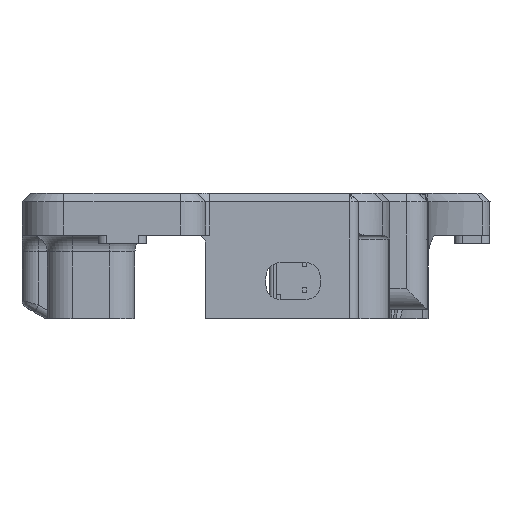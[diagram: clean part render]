
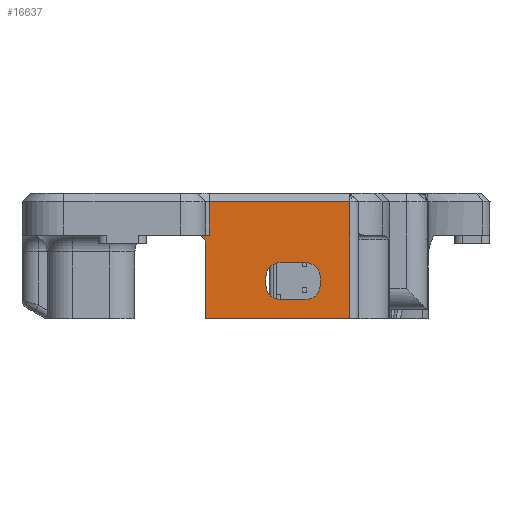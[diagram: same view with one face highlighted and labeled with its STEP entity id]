
A CAD part, front view. The second image highlights one B-rep face of the part: STEP entity #16637.
In plain terms, the highlighted planar face has unit normal (0, -1, 0).
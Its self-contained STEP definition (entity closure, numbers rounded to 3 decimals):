
#787=CIRCLE('',#17860,1.7);
#788=CIRCLE('',#17863,1.7);
#789=CIRCLE('',#17865,1.7);
#790=CIRCLE('',#17869,1.7);
#848=CIRCLE('',#17999,1.);
#1439=FACE_BOUND('',#2924,.T.);
#1961=FACE_OUTER_BOUND('',#2923,.T.);
#2923=EDGE_LOOP('',(#12993,#12994,#12995,#12996,#12997,#12998,#12999));
#2924=EDGE_LOOP('',(#13000,#13001,#13002,#13003,#13004,#13005,#13006,#13007));
#3574=LINE('',#24226,#5138);
#4080=LINE('',#26176,#5644);
#4123=LINE('',#26427,#5687);
#4139=LINE('',#26472,#5703);
#4150=LINE('',#26500,#5714);
#4152=LINE('',#26505,#5716);
#4154=LINE('',#26510,#5718);
#4158=LINE('',#26519,#5722);
#4161=LINE('',#26530,#5725);
#4164=LINE('',#26535,#5728);
#5138=VECTOR('',#19100,10.);
#5644=VECTOR('',#20700,10.);
#5687=VECTOR('',#20889,10.);
#5703=VECTOR('',#20941,10.);
#5714=VECTOR('',#20974,10.);
#5716=VECTOR('',#20980,0.4);
#5718=VECTOR('',#20984,10.);
#5722=VECTOR('',#20994,10.);
#5725=VECTOR('',#21007,10.);
#5728=VECTOR('',#21012,10.);
#6694=VERTEX_POINT('',#24223);
#6695=VERTEX_POINT('',#24225);
#7232=VERTEX_POINT('',#26170);
#7234=VERTEX_POINT('',#26174);
#7283=VERTEX_POINT('',#26425);
#7293=VERTEX_POINT('',#26470);
#7294=VERTEX_POINT('',#26471);
#7302=VERTEX_POINT('',#26507);
#7303=VERTEX_POINT('',#26509);
#7304=VERTEX_POINT('',#26513);
#7305=VERTEX_POINT('',#26517);
#7306=VERTEX_POINT('',#26521);
#7307=VERTEX_POINT('',#26525);
#7308=VERTEX_POINT('',#26529);
#7309=VERTEX_POINT('',#26533);
#8301=EDGE_CURVE('',#6695,#6694,#3574,.T.);
#9110=EDGE_CURVE('',#7234,#7232,#4080,.T.);
#9195=EDGE_CURVE('',#7283,#7234,#4123,.T.);
#9216=EDGE_CURVE('',#7293,#7294,#4139,.T.);
#9231=EDGE_CURVE('',#7294,#7283,#4150,.T.);
#9234=EDGE_CURVE('',#7293,#6695,#4152,.T.);
#9236=EDGE_CURVE('',#7303,#7302,#4154,.T.);
#9239=EDGE_CURVE('',#7302,#7304,#787,.T.);
#9241=EDGE_CURVE('',#7304,#7305,#4158,.T.);
#9243=EDGE_CURVE('',#7305,#7306,#788,.T.);
#9244=EDGE_CURVE('',#7307,#7303,#789,.T.);
#9246=EDGE_CURVE('',#7308,#7307,#4161,.T.);
#9249=EDGE_CURVE('',#7306,#7309,#4164,.T.);
#9250=EDGE_CURVE('',#7308,#7309,#790,.T.);
#9412=EDGE_CURVE('',#7232,#6694,#848,.T.);
#12993=ORIENTED_EDGE('',*,*,#8301,.T.);
#12994=ORIENTED_EDGE('',*,*,#9412,.F.);
#12995=ORIENTED_EDGE('',*,*,#9110,.F.);
#12996=ORIENTED_EDGE('',*,*,#9195,.F.);
#12997=ORIENTED_EDGE('',*,*,#9231,.F.);
#12998=ORIENTED_EDGE('',*,*,#9216,.F.);
#12999=ORIENTED_EDGE('',*,*,#9234,.T.);
#13000=ORIENTED_EDGE('',*,*,#9236,.T.);
#13001=ORIENTED_EDGE('',*,*,#9239,.T.);
#13002=ORIENTED_EDGE('',*,*,#9241,.T.);
#13003=ORIENTED_EDGE('',*,*,#9243,.T.);
#13004=ORIENTED_EDGE('',*,*,#9249,.T.);
#13005=ORIENTED_EDGE('',*,*,#9250,.F.);
#13006=ORIENTED_EDGE('',*,*,#9246,.T.);
#13007=ORIENTED_EDGE('',*,*,#9244,.T.);
#15922=PLANE('',#17998);
#16637=ADVANCED_FACE('',(#1961,#1439),#15922,.T.);
#17860=AXIS2_PLACEMENT_3D('',#26515,#20989,#20990);
#17863=AXIS2_PLACEMENT_3D('',#26523,#20998,#20999);
#17865=AXIS2_PLACEMENT_3D('',#26526,#21002,#21003);
#17869=AXIS2_PLACEMENT_3D('',#26537,#21015,#21016);
#17998=AXIS2_PLACEMENT_3D('',#27109,#21357,#21358);
#17999=AXIS2_PLACEMENT_3D('',#27110,#21359,#21360);
#19100=DIRECTION('',(-1.,0.,0.));
#20700=DIRECTION('',(0.,0.,1.));
#20889=DIRECTION('',(-1.,0.,0.));
#20941=DIRECTION('',(1.,0.,0.));
#20974=DIRECTION('',(0.,0.,-1.));
#20980=DIRECTION('',(0.,0.,-1.));
#20984=DIRECTION('',(1.,0.,0.));
#20989=DIRECTION('center_axis',(0.,1.,0.));
#20990=DIRECTION('ref_axis',(1.,0.,0.));
#20994=DIRECTION('',(0.,0.,-1.));
#20998=DIRECTION('center_axis',(0.,1.,0.));
#20999=DIRECTION('ref_axis',(0.,0.,
-1.));
#21002=DIRECTION('center_axis',(0.,1.,0.));
#21003=DIRECTION('ref_axis',(0.,0.,
1.));
#21007=DIRECTION('',(0.,0.,1.));
#21012=DIRECTION('',(-1.,0.,0.));
#21015=DIRECTION('center_axis',(0.,-1.,
0.));
#21016=DIRECTION('ref_axis',(1.,0.,0.));
#21357=DIRECTION('center_axis',(0.,-1.,
0.));
#21358=DIRECTION('ref_axis',(-1.,0.,0.));
#21359=DIRECTION('center_axis',(0.,-1.,
0.));
#21360=DIRECTION('ref_axis',(0.707,0.,0.707));
#24223=CARTESIAN_POINT('',(37.108,-71.229,53.918));
#24225=CARTESIAN_POINT('',(38.508,-71.229,53.918));
#24226=CARTESIAN_POINT('',(49.952,-71.229,53.918));
#26170=CARTESIAN_POINT('',(38.108,-71.229,52.918));
#26174=CARTESIAN_POINT('',(38.108,-71.229,43.918));
#26176=CARTESIAN_POINT('',(38.108,-71.229,55.252));
#26425=CARTESIAN_POINT('',(55.358,-71.229,43.918));
#26427=CARTESIAN_POINT('',(37.108,-71.229,43.918));
#26470=CARTESIAN_POINT('',(38.508,-71.229,57.918));
#26471=CARTESIAN_POINT('',(55.358,-71.229,57.918));
#26472=CARTESIAN_POINT('',(50.015,-71.229,57.918));
#26500=CARTESIAN_POINT('',(55.358,-71.229,58.918));
#26505=CARTESIAN_POINT('',(38.508,-71.229,56.418));
#26507=CARTESIAN_POINT('',(50.108,-71.229,50.618));
#26509=CARTESIAN_POINT('',(47.008,-71.229,50.618));
#26510=CARTESIAN_POINT('',(51.458,-71.229,50.618));
#26513=CARTESIAN_POINT('',(51.808,-71.229,48.918));
#26515=CARTESIAN_POINT('Origin',(50.108,-71.229,48.918));
#26517=CARTESIAN_POINT('',(51.808,-71.229,47.918));
#26519=CARTESIAN_POINT('',(51.808,-71.229,53.918));
#26521=CARTESIAN_POINT('',(50.108,-71.229,46.218));
#26523=CARTESIAN_POINT('Origin',(50.108,-71.229,47.918));
#26525=CARTESIAN_POINT('',(45.308,-71.229,48.918));
#26526=CARTESIAN_POINT('Origin',(47.008,-71.229,48.918));
#26529=CARTESIAN_POINT('',(45.308,-71.229,47.918));
#26530=CARTESIAN_POINT('',(45.308,-71.229,53.418));
#26533=CARTESIAN_POINT('',(47.008,-71.229,46.218));
#26535=CARTESIAN_POINT('',(53.008,-71.229,46.218));
#26537=CARTESIAN_POINT('Origin',(47.008,-71.229,47.918));
#27109=CARTESIAN_POINT('Origin',(55.908,-71.229,58.918));
#27110=CARTESIAN_POINT('Origin',(37.108,-71.229,52.918));
